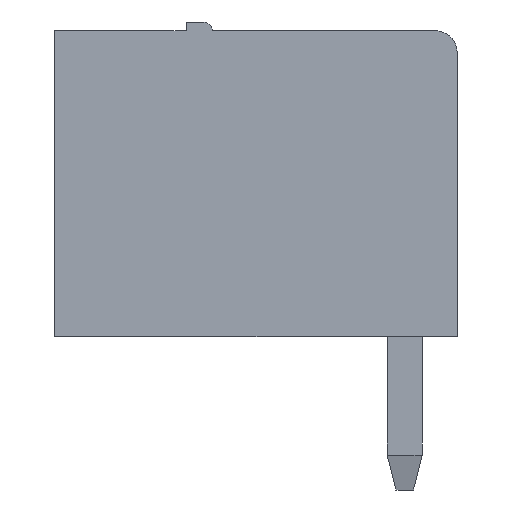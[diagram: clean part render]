
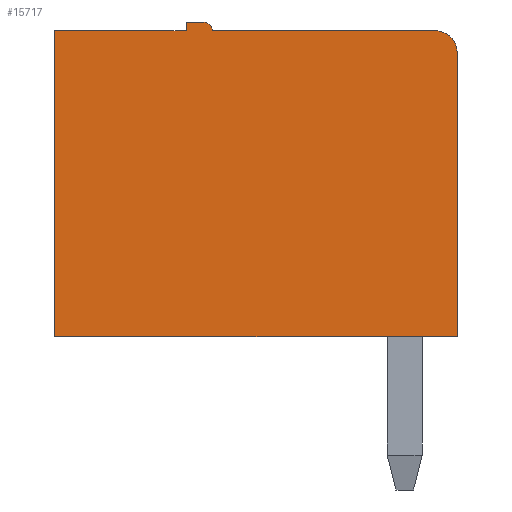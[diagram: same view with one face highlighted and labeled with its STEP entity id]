
A CAD part, left-side view. The second image highlights one B-rep face of the part: STEP entity #15717.
In plain terms, the highlighted planar face has unit normal (-1, 0, 0).
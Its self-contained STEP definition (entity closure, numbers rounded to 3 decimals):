
#610 = VERTEX_POINT('',#611);
#611 = CARTESIAN_POINT('',(-49.93,8.,0.1));
#619 = EDGE_CURVE('',#610,#620,#622,.T.);
#620 = VERTEX_POINT('',#621);
#621 = CARTESIAN_POINT('',(-49.93,8.,7.1));
#622 = LINE('',#623,#624);
#623 = CARTESIAN_POINT('',(-49.93,8.,0.1));
#624 = VECTOR('',#625,1.);
#625 = DIRECTION('',(0.,0.,1.));
#2512 = EDGE_CURVE('',#620,#2513,#2515,.T.);
#2513 = VERTEX_POINT('',#2514);
#2514 = CARTESIAN_POINT('',(-49.93,5.,7.1));
#2515 = LINE('',#2516,#2517);
#2516 = CARTESIAN_POINT('',(-49.93,8.,7.1));
#2517 = VECTOR('',#2518,1.);
#2518 = DIRECTION('',(0.,-1.,0.));
#2543 = EDGE_CURVE('',#2513,#2544,#2546,.T.);
#2544 = VERTEX_POINT('',#2545);
#2545 = CARTESIAN_POINT('',(-49.93,5.,7.3));
#2546 = LINE('',#2547,#2548);
#2547 = CARTESIAN_POINT('',(-49.93,5.,7.1));
#2548 = VECTOR('',#2549,1.);
#2549 = DIRECTION('',(0.,0.,1.));
#2574 = EDGE_CURVE('',#2544,#2575,#2577,.T.);
#2575 = VERTEX_POINT('',#2576);
#2576 = CARTESIAN_POINT('',(-49.93,4.6,7.3));
#2577 = LINE('',#2578,#2579);
#2578 = CARTESIAN_POINT('',(-49.93,5.,7.3));
#2579 = VECTOR('',#2580,1.);
#2580 = DIRECTION('',(0.,-1.,0.));
#2605 = EDGE_CURVE('',#2575,#2606,#2608,.T.);
#2606 = VERTEX_POINT('',#2607);
#2607 = CARTESIAN_POINT('',(-49.93,4.4,7.1));
#2608 = CIRCLE('',#2609,0.2);
#2609 = AXIS2_PLACEMENT_3D('',#2610,#2611,#2612);
#2610 = CARTESIAN_POINT('',(-49.93,4.6,7.1));
#2611 = DIRECTION('',(1.,0.,0.));
#2612 = DIRECTION('',(0.,0.,1.));
#2682 = VERTEX_POINT('',#2683);
#2683 = CARTESIAN_POINT('',(-49.93,-1.2,6.6));
#2689 = EDGE_CURVE('',#2682,#2690,#2692,.T.);
#2690 = VERTEX_POINT('',#2691);
#2691 = CARTESIAN_POINT('',(-49.93,-1.2,0.1));
#2692 = LINE('',#2693,#2694);
#2693 = CARTESIAN_POINT('',(-49.93,-1.2,7.1));
#2694 = VECTOR('',#2695,1.);
#2695 = DIRECTION('',(0.,0.,-1.));
#2713 = EDGE_CURVE('',#2606,#2714,#2716,.T.);
#2714 = VERTEX_POINT('',#2715);
#2715 = CARTESIAN_POINT('',(-49.93,-0.7,7.1));
#2716 = LINE('',#2717,#2718);
#2717 = CARTESIAN_POINT('',(-49.93,4.4,7.1));
#2718 = VECTOR('',#2719,1.);
#2719 = DIRECTION('',(0.,-1.,0.));
#2737 = EDGE_CURVE('',#2714,#2682,#2738,.T.);
#2738 = CIRCLE('',#2739,0.5);
#2739 = AXIS2_PLACEMENT_3D('',#2740,#2741,#2742);
#2740 = CARTESIAN_POINT('',(-49.93,-0.7,6.6));
#2741 = DIRECTION('',(1.,0.,0.));
#2742 = DIRECTION('',(0.,0.,1.));
#2755 = EDGE_CURVE('',#2690,#610,#2756,.T.);
#2756 = LINE('',#2757,#2758);
#2757 = CARTESIAN_POINT('',(-49.93,-1.2,0.1));
#2758 = VECTOR('',#2759,1.);
#2759 = DIRECTION('',(0.,1.,0.));
#15717 = ADVANCED_FACE('',(#15718),#15729,.T.);
#15718 = FACE_BOUND('',#15719,.T.);
#15719 = EDGE_LOOP('',(#15720,#15721,#15722,#15723,#15724,#15725,#15726,
    #15727,#15728));
#15720 = ORIENTED_EDGE('',*,*,#2737,.F.);
#15721 = ORIENTED_EDGE('',*,*,#2713,.F.);
#15722 = ORIENTED_EDGE('',*,*,#2605,.F.);
#15723 = ORIENTED_EDGE('',*,*,#2574,.F.);
#15724 = ORIENTED_EDGE('',*,*,#2543,.F.);
#15725 = ORIENTED_EDGE('',*,*,#2512,.F.);
#15726 = ORIENTED_EDGE('',*,*,#619,.F.);
#15727 = ORIENTED_EDGE('',*,*,#2755,.F.);
#15728 = ORIENTED_EDGE('',*,*,#2689,.F.);
#15729 = PLANE('',#15730);
#15730 = AXIS2_PLACEMENT_3D('',#15731,#15732,#15733);
#15731 = CARTESIAN_POINT('',(-49.93,4.6,7.1));
#15732 = DIRECTION('',(-1.,0.,0.));
#15733 = DIRECTION('',(0.,0.,1.));
